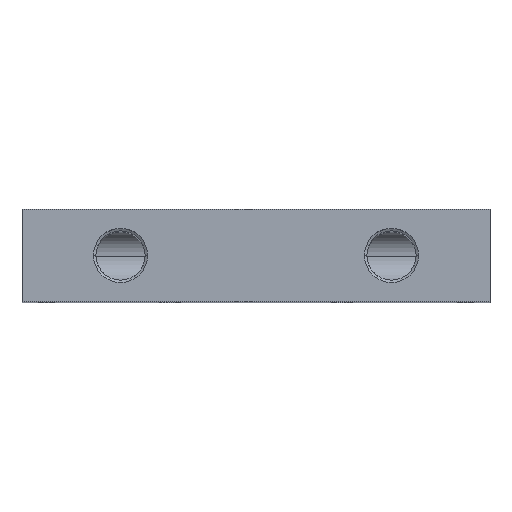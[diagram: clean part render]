
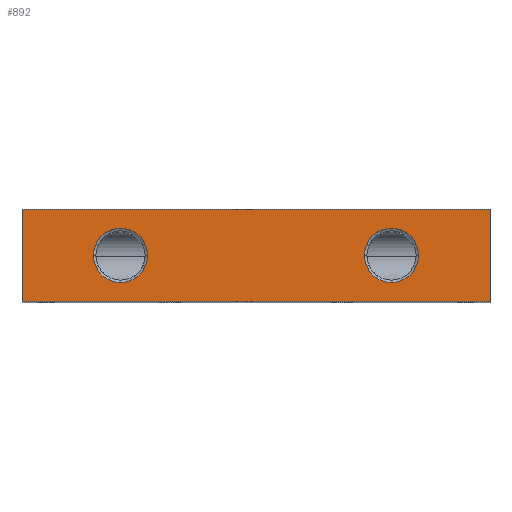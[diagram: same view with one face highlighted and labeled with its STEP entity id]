
A CAD part, top view. The second image highlights one B-rep face of the part: STEP entity #892.
In plain terms, the highlighted planar face has unit normal (0, 0, 1).
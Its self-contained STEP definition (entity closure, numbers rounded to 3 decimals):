
#32 = FACE_BOUND ( 'NONE', #468, .T. ) ;
#44 = CARTESIAN_POINT ( 'NONE',  ( -38., 7.5, 55. ) ) ;
#51 = DIRECTION ( 'NONE',  ( 0., -1., 0. ) ) ;
#84 = ORIENTED_EDGE ( 'NONE', *, *, #1605, .F. ) ;
#164 = VERTEX_POINT ( 'NONE', #2685 ) ;
#331 = CARTESIAN_POINT ( 'NONE',  ( 22., 0., 55. ) ) ;
#332 = AXIS2_PLACEMENT_3D ( 'NONE', #331, #1170, #1187 ) ;
#390 = CARTESIAN_POINT ( 'NONE',  ( -26.4, 0., 55. ) ) ;
#404 = DIRECTION ( 'NONE',  ( 0., 0., 1. ) ) ;
#467 = AXIS2_PLACEMENT_3D ( 'NONE', #2534, #1043, #1252 ) ;
#468 = EDGE_LOOP ( 'NONE', ( #1504, #1144 ) ) ;
#530 = CARTESIAN_POINT ( 'NONE',  ( -22., 0., 55. ) ) ;
#548 = ORIENTED_EDGE ( 'NONE', *, *, #1682, .F. ) ;
#625 = EDGE_CURVE ( 'NONE', #2185, #164, #2253, .T. ) ;
#630 = EDGE_CURVE ( 'NONE', #2252, #1758, #2446, .T. ) ;
#632 = AXIS2_PLACEMENT_3D ( 'NONE', #44, #893, #905 ) ;
#743 = CIRCLE ( 'NONE', #796, 4.4 ) ;
#796 = AXIS2_PLACEMENT_3D ( 'NONE', #530, #1185, #920 ) ;
#815 = LINE ( 'NONE', #1669, #2520 ) ;
#827 = DIRECTION ( 'NONE',  ( 0., -1., 0. ) ) ;
#870 = VECTOR ( 'NONE', #1414, 1000. ) ;
#892 = ADVANCED_FACE ( 'NONE', ( #32, #1331, #1984 ), #1943, .F. ) ;
#893 = DIRECTION ( 'NONE',  ( 0., 0., -1. ) ) ;
#905 = DIRECTION ( 'NONE',  ( -1., 0., 0. ) ) ;
#920 = DIRECTION ( 'NONE',  ( 1., 0., 0. ) ) ;
#977 = ORIENTED_EDGE ( 'NONE', *, *, #1323, .F. ) ;
#1015 = EDGE_LOOP ( 'NONE', ( #2078, #548, #84, #1876 ) ) ;
#1043 = DIRECTION ( 'NONE',  ( 0., 0., 1. ) ) ;
#1065 = CARTESIAN_POINT ( 'NONE',  ( 22., 0., 55. ) ) ;
#1144 = ORIENTED_EDGE ( 'NONE', *, *, #2420, .F. ) ;
#1156 = CIRCLE ( 'NONE', #2604, 4.4 ) ;
#1162 = VERTEX_POINT ( 'NONE', #390 ) ;
#1170 = DIRECTION ( 'NONE',  ( 0., 0., 1. ) ) ;
#1185 = DIRECTION ( 'NONE',  ( 0., 0., 1. ) ) ;
#1187 = DIRECTION ( 'NONE',  ( 1., 0., 0. ) ) ;
#1252 = DIRECTION ( 'NONE',  ( 1., 0., 0. ) ) ;
#1281 = CARTESIAN_POINT ( 'NONE',  ( -38., -7.5, 55. ) ) ;
#1292 = LINE ( 'NONE', #1741, #2139 ) ;
#1323 = EDGE_CURVE ( 'NONE', #1758, #2252, #1156, .T. ) ;
#1331 = FACE_BOUND ( 'NONE', #2199, .T. ) ;
#1337 = VERTEX_POINT ( 'NONE', #2659 ) ;
#1384 = VECTOR ( 'NONE', #827, 1000. ) ;
#1414 = DIRECTION ( 'NONE',  ( 1., 0., 0. ) ) ;
#1418 = CIRCLE ( 'NONE', #467, 4.4 ) ;
#1456 = DIRECTION ( 'NONE',  ( 1., 0., 0. ) ) ;
#1504 = ORIENTED_EDGE ( 'NONE', *, *, #2731, .F. ) ;
#1605 = EDGE_CURVE ( 'NONE', #1337, #2082, #815, .T. ) ;
#1669 = CARTESIAN_POINT ( 'NONE',  ( -38., 7.5, 55. ) ) ;
#1679 = CARTESIAN_POINT ( 'NONE',  ( 38., 7.5, 55. ) ) ;
#1682 = EDGE_CURVE ( 'NONE', #2082, #164, #1705, .T. ) ;
#1705 = LINE ( 'NONE', #1679, #1384 ) ;
#1741 = CARTESIAN_POINT ( 'NONE',  ( -38., 7.5, 55. ) ) ;
#1758 = VERTEX_POINT ( 'NONE', #1940 ) ;
#1876 = ORIENTED_EDGE ( 'NONE', *, *, #2521, .T. ) ;
#1930 = DIRECTION ( 'NONE',  ( 1., 0., 0. ) ) ;
#1940 = CARTESIAN_POINT ( 'NONE',  ( 26.4, 0., 55. ) ) ;
#1943 = PLANE ( 'NONE',  #632 ) ;
#1984 = FACE_OUTER_BOUND ( 'NONE', #1015, .T. ) ;
#2021 = CARTESIAN_POINT ( 'NONE',  ( -38., -7.5, 55. ) ) ;
#2078 = ORIENTED_EDGE ( 'NONE', *, *, #625, .T. ) ;
#2082 = VERTEX_POINT ( 'NONE', #2741 ) ;
#2096 = CARTESIAN_POINT ( 'NONE',  ( -17.6, 0., 55. ) ) ;
#2139 = VECTOR ( 'NONE', #51, 1000. ) ;
#2185 = VERTEX_POINT ( 'NONE', #1281 ) ;
#2199 = EDGE_LOOP ( 'NONE', ( #977, #2311 ) ) ;
#2252 = VERTEX_POINT ( 'NONE', #2372 ) ;
#2253 = LINE ( 'NONE', #2021, #870 ) ;
#2311 = ORIENTED_EDGE ( 'NONE', *, *, #630, .F. ) ;
#2333 = VERTEX_POINT ( 'NONE', #2096 ) ;
#2372 = CARTESIAN_POINT ( 'NONE',  ( 17.6, 0., 55. ) ) ;
#2420 = EDGE_CURVE ( 'NONE', #1162, #2333, #1418, .T. ) ;
#2446 = CIRCLE ( 'NONE', #332, 4.4 ) ;
#2520 = VECTOR ( 'NONE', #1456, 1000. ) ;
#2521 = EDGE_CURVE ( 'NONE', #1337, #2185, #1292, .T. ) ;
#2534 = CARTESIAN_POINT ( 'NONE',  ( -22., 0., 55. ) ) ;
#2604 = AXIS2_PLACEMENT_3D ( 'NONE', #1065, #404, #1930 ) ;
#2659 = CARTESIAN_POINT ( 'NONE',  ( -38., 7.5, 55. ) ) ;
#2685 = CARTESIAN_POINT ( 'NONE',  ( 38., -7.5, 55. ) ) ;
#2731 = EDGE_CURVE ( 'NONE', #2333, #1162, #743, .T. ) ;
#2741 = CARTESIAN_POINT ( 'NONE',  ( 38., 7.5, 55. ) ) ;
